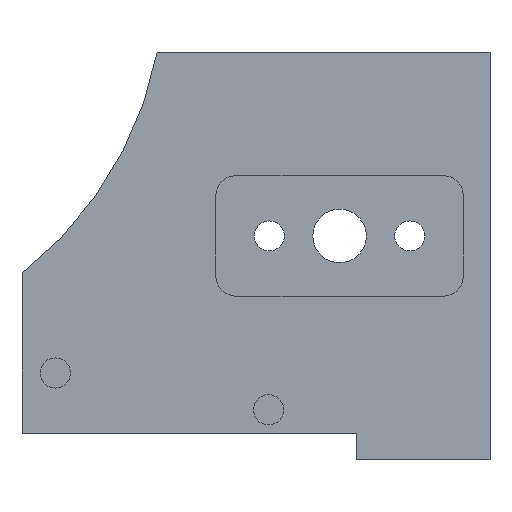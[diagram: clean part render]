
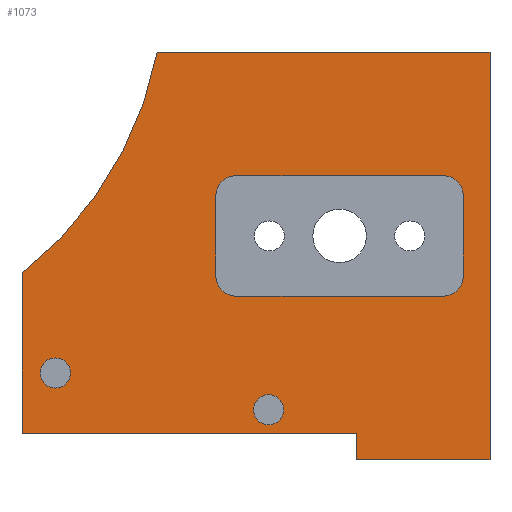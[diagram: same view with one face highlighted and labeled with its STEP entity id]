
A CAD part, left-side view. The second image highlights one B-rep face of the part: STEP entity #1073.
In plain terms, the highlighted planar face has unit normal (-1, 0, 0).
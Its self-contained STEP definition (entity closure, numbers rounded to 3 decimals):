
#27=FACE_BOUND('',#196,.T.);
#28=FACE_BOUND('',#197,.T.);
#29=FACE_BOUND('',#198,.T.);
#66=PLANE('',#1190);
#125=FACE_OUTER_BOUND('',#195,.T.);
#195=EDGE_LOOP('',(#977,#978,#979,#980,#981,#982,#983));
#196=EDGE_LOOP('',(#984,#985,#986,#987,#988,#989,#990,#991));
#197=EDGE_LOOP('',(#992));
#198=EDGE_LOOP('',(#993));
#229=LINE('',#1608,#333);
#234=LINE('',#1619,#338);
#242=LINE('',#1645,#346);
#243=LINE('',#1647,#347);
#261=LINE('',#1688,#365);
#275=LINE('',#1735,#379);
#283=LINE('',#1751,#387);
#285=LINE('',#1755,#389);
#292=LINE('',#1789,#396);
#299=LINE('',#1802,#403);
#333=VECTOR('',#1291,10.);
#338=VECTOR('',#1302,10.);
#346=VECTOR('',#1336,10.);
#347=VECTOR('',#1339,10.);
#365=VECTOR('',#1369,10.);
#379=VECTOR('',#1421,10.);
#387=VECTOR('',#1433,10.);
#389=VECTOR('',#1437,10.);
#396=VECTOR('',#1478,10.);
#403=VECTOR('',#1491,10.);
#426=CIRCLE('',#1120,3.);
#427=CIRCLE('',#1123,3.);
#428=CIRCLE('',#1126,3.);
#429=CIRCLE('',#1128,3.);
#441=CIRCLE('',#1161,55.);
#447=CIRCLE('',#1176,2.25);
#449=CIRCLE('',#1180,2.25);
#488=VERTEX_POINT('',#1601);
#489=VERTEX_POINT('',#1603);
#490=VERTEX_POINT('',#1607);
#491=VERTEX_POINT('',#1611);
#492=VERTEX_POINT('',#1613);
#493=VERTEX_POINT('',#1617);
#494=VERTEX_POINT('',#1621);
#495=VERTEX_POINT('',#1625);
#514=VERTEX_POINT('',#1685);
#515=VERTEX_POINT('',#1687);
#527=VERTEX_POINT('',#1728);
#529=VERTEX_POINT('',#1734);
#535=VERTEX_POINT('',#1750);
#536=VERTEX_POINT('',#1754);
#541=VERTEX_POINT('',#1772);
#543=VERTEX_POINT('',#1779);
#545=VERTEX_POINT('',#1786);
#598=EDGE_CURVE('',#488,#489,#426,.T.);
#600=EDGE_CURVE('',#490,#489,#229,.T.);
#603=EDGE_CURVE('',#491,#492,#427,.T.);
#606=EDGE_CURVE('',#491,#493,#234,.T.);
#607=EDGE_CURVE('',#490,#494,#428,.T.);
#610=EDGE_CURVE('',#495,#493,#429,.T.);
#619=EDGE_CURVE('',#488,#492,#242,.T.);
#620=EDGE_CURVE('',#495,#494,#243,.T.);
#640=EDGE_CURVE('',#515,#514,#261,.T.);
#659=EDGE_CURVE('',#515,#527,#441,.T.);
#662=EDGE_CURVE('',#529,#527,#275,.T.);
#670=EDGE_CURVE('',#535,#529,#283,.T.);
#672=EDGE_CURVE('',#536,#535,#285,.T.);
#680=EDGE_CURVE('',#541,#541,#447,.T.);
#683=EDGE_CURVE('',#543,#543,#449,.T.);
#687=EDGE_CURVE('',#514,#545,#292,.T.);
#694=EDGE_CURVE('',#545,#536,#299,.T.);
#977=ORIENTED_EDGE('',*,*,#659,.F.);
#978=ORIENTED_EDGE('',*,*,#640,.T.);
#979=ORIENTED_EDGE('',*,*,#687,.T.);
#980=ORIENTED_EDGE('',*,*,#694,.T.);
#981=ORIENTED_EDGE('',*,*,#672,.T.);
#982=ORIENTED_EDGE('',*,*,#670,.T.);
#983=ORIENTED_EDGE('',*,*,#662,.T.);
#984=ORIENTED_EDGE('',*,*,#606,.T.);
#985=ORIENTED_EDGE('',*,*,#610,.F.);
#986=ORIENTED_EDGE('',*,*,#620,.T.);
#987=ORIENTED_EDGE('',*,*,#607,.F.);
#988=ORIENTED_EDGE('',*,*,#600,.T.);
#989=ORIENTED_EDGE('',*,*,#598,.F.);
#990=ORIENTED_EDGE('',*,*,#619,.T.);
#991=ORIENTED_EDGE('',*,*,#603,.F.);
#992=ORIENTED_EDGE('',*,*,#680,.F.);
#993=ORIENTED_EDGE('',*,*,#683,.F.);
#1073=ADVANCED_FACE('',(#125,#27,#28,#29),#66,.T.);
#1120=AXIS2_PLACEMENT_3D('',#1604,#1286,#1287);
#1123=AXIS2_PLACEMENT_3D('',#1614,#1296,#1297);
#1126=AXIS2_PLACEMENT_3D('',#1622,#1305,#1306);
#1128=AXIS2_PLACEMENT_3D('',#1627,#1311,#1312);
#1161=AXIS2_PLACEMENT_3D('',#1729,#1414,#1415);
#1176=AXIS2_PLACEMENT_3D('',#1773,#1459,#1460);
#1180=AXIS2_PLACEMENT_3D('',#1780,#1468,#1469);
#1190=AXIS2_PLACEMENT_3D('',#1809,#1501,#1502);
#1286=DIRECTION('center_axis',(-1.,0.,0.));
#1287=DIRECTION('ref_axis',(0.,0.707,0.707));
#1291=DIRECTION('',(0.,0.,1.));
#1296=DIRECTION('center_axis',(-1.,0.,0.));
#1297=DIRECTION('ref_axis',(0.,-0.707,0.707));
#1302=DIRECTION('',(0.,0.,-1.));
#1305=DIRECTION('center_axis',(-1.,0.,0.));
#1306=DIRECTION('ref_axis',(0.,0.707,-0.707));
#1311=DIRECTION('center_axis',(-1.,0.,0.));
#1312=DIRECTION('ref_axis',(0.,-0.707,-0.707));
#1336=DIRECTION('',(0.,-1.,0.));
#1339=DIRECTION('',(0.,1.,0.));
#1369=DIRECTION('',(0.,0.,-1.));
#1414=DIRECTION('center_axis',(-1.,0.,0.));
#1415=DIRECTION('ref_axis',(0.,-1.,0.));
#1421=DIRECTION('',(0.,1.,0.));
#1433=DIRECTION('',(0.,0.,1.));
#1437=DIRECTION('',(0.,-1.,0.));
#1459=DIRECTION('center_axis',(-1.,0.,0.));
#1460=DIRECTION('ref_axis',(0.,-1.,0.));
#1468=DIRECTION('center_axis',(-1.,0.,0.));
#1469=DIRECTION('ref_axis',(0.,-1.,0.));
#1478=DIRECTION('',(0.,-1.,0.));
#1491=DIRECTION('',(0.,0.,-1.));
#1501=DIRECTION('center_axis',(-1.,0.,0.));
#1502=DIRECTION('ref_axis',(0.,1.,0.));
#1601=CARTESIAN_POINT('',(0.,38.,-18.5));
#1603=CARTESIAN_POINT('',(0.,41.,-21.5));
#1604=CARTESIAN_POINT('Origin',(0.,38.,-21.5));
#1607=CARTESIAN_POINT('',(0.,41.,-33.5));
#1608=CARTESIAN_POINT('',(0.,41.,-32.5));
#1611=CARTESIAN_POINT('',(0.,4.,-21.5));
#1613=CARTESIAN_POINT('',(0.,7.,-18.5));
#1614=CARTESIAN_POINT('Origin',(0.,7.,
-21.5));
#1617=CARTESIAN_POINT('',(0.,4.,-33.5));
#1619=CARTESIAN_POINT('',(0.,4.,-23.5));
#1621=CARTESIAN_POINT('',(0.,38.,-36.5));
#1622=CARTESIAN_POINT('Origin',(0.,38.,-33.5));
#1625=CARTESIAN_POINT('',(0.,7.,-36.5));
#1627=CARTESIAN_POINT('Origin',(0.,7.,
-33.5));
#1645=CARTESIAN_POINT('',(0.,38.,-18.5));
#1647=CARTESIAN_POINT('',(0.,19.5,-36.5));
#1685=CARTESIAN_POINT('',(0.,70.,-57.));
#1687=CARTESIAN_POINT('',(0.,70.,-33.003));
#1688=CARTESIAN_POINT('',(0.,70.,0.));
#1728=CARTESIAN_POINT('',(0.,49.794,0.));
#1729=CARTESIAN_POINT('Origin',(0.,103.805,10.381));
#1734=CARTESIAN_POINT('',(0.,0.,0.));
#1735=CARTESIAN_POINT('',(0.,0.,0.));
#1750=CARTESIAN_POINT('',(0.,0.,-61.));
#1751=CARTESIAN_POINT('',(0.,0.,-57.));
#1754=CARTESIAN_POINT('',(0.,20.,-61.));
#1755=CARTESIAN_POINT('',(0.,0.,-61.));
#1772=CARTESIAN_POINT('',(0.,67.25,-48.));
#1773=CARTESIAN_POINT('Origin',(0.,65.,-48.));
#1779=CARTESIAN_POINT('',(0.,35.371,-53.5));
#1780=CARTESIAN_POINT('Origin',(0.,33.121,-53.5));
#1786=CARTESIAN_POINT('',(0.,20.,-57.));
#1789=CARTESIAN_POINT('',(0.,70.,-57.));
#1802=CARTESIAN_POINT('',(0.,20.,-57.));
#1809=CARTESIAN_POINT('Origin',(0.,35.,-28.5));
